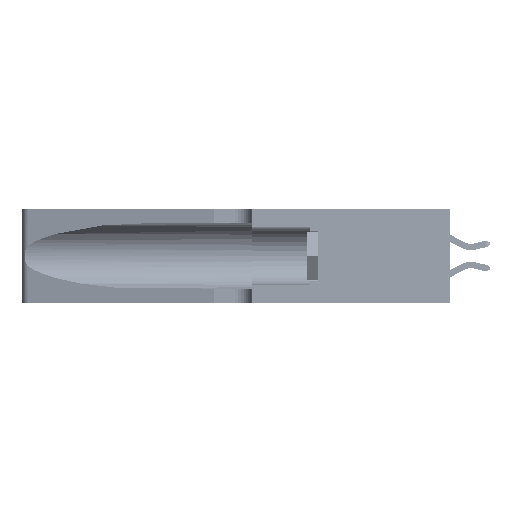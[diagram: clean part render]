
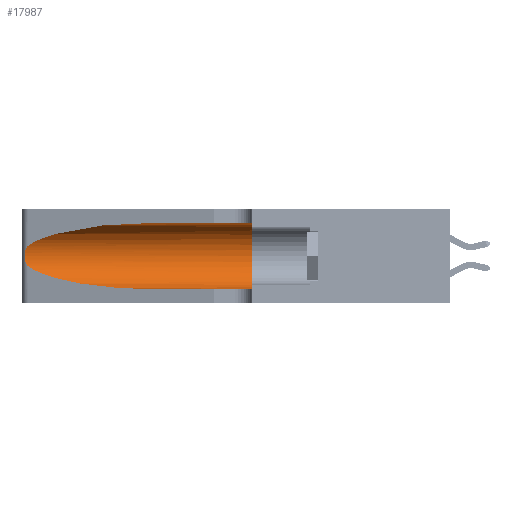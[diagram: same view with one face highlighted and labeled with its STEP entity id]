
A CAD part, left-side view. The second image highlights one B-rep face of the part: STEP entity #17987.
In plain terms, the highlighted cylindrical face has radius 3.308 mm (diameter 6.617 mm), a partial arc.
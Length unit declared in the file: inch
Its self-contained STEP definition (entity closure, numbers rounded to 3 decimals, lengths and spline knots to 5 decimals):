
#14 = AXIS2_PLACEMENT_3D ( 'NONE', #17032, #29224, #25160 ) ;
#1685 = DIRECTION ( 'NONE',  ( 0., -1., 0. ) ) ;
#2053 = CARTESIAN_POINT ( 'NONE',  ( 0.25787, 1.23484, 0.2124 ) ) ;
#2369 = ORIENTED_EDGE ( 'NONE', *, *, #28788, .F. ) ;
#2933 = B_SPLINE_CURVE_WITH_KNOTS ( 'NONE', 3,
 ( #11159, #44898, #15433, #2053, #49170, #6353, #23756, #52725, #40055, #35975, #40245, #14879, #27288, #53449 ),
 .UNSPECIFIED., .F., .F.,
 ( 4, 2, 2, 2, 2, 2, 4 ),
 ( 0., 0.00027, 0.00053, 0.00107, 0.0016, 0.00187, 0.00214 ),
 .UNSPECIFIED. ) ;
#3526 = VERTEX_POINT ( 'NONE', #16437 ) ;
#3642 =( BOUNDED_CURVE ( )  B_SPLINE_CURVE ( 3, ( #7429, #32613, #49552, #7248 ),
 .UNSPECIFIED., .F., .T. ) 
 B_SPLINE_CURVE_WITH_KNOTS ( ( 4, 4 ),
 ( 1.5708, 2.84003 ),
 .UNSPECIFIED. ) 
 CURVE ( )  GEOMETRIC_REPRESENTATION_ITEM ( )  RATIONAL_B_SPLINE_CURVE ( ( 1., 0.87, 0.87, 1. ) ) 
 REPRESENTATION_ITEM ( '' )  );
#6353 = CARTESIAN_POINT ( 'NONE',  ( 0.26018, 1.23835, 0.19895 ) ) ;
#7248 = CARTESIAN_POINT ( 'NONE',  ( 0.25487, 1.22718, 0.22369 ) ) ;
#7429 = CARTESIAN_POINT ( 'NONE',  ( 0.1305, 0.72297, 0.31525 ) ) ;
#8335 = CARTESIAN_POINT ( 'NONE',  ( 0.1305, 1.61858, 0.31525 ) ) ;
#8487 = VERTEX_POINT ( 'NONE', #31003 ) ;
#11085 = VERTEX_POINT ( 'NONE', #23071 ) ;
#11159 = CARTESIAN_POINT ( 'NONE',  ( 0.25487, 1.22718, 0.22369 ) ) ;
#11194 = DIRECTION ( 'NONE',  ( 0., 0., 1. ) ) ;
#12243 = EDGE_CURVE ( 'NONE', #27240, #23314, #47175, .T. ) ;
#13441 = EDGE_CURVE ( 'NONE', #39628, #27240, #2933, .T. ) ;
#14879 = CARTESIAN_POINT ( 'NONE',  ( 0.25639, 1.23186, 0.15144 ) ) ;
#15105 = CARTESIAN_POINT ( 'NONE',  ( 0.1305, 0.35, 0.185 ) ) ;
#15433 = CARTESIAN_POINT ( 'NONE',  ( 0.25639, 1.23184, 0.21858 ) ) ;
#16294 = CARTESIAN_POINT ( 'NONE',  ( 0.1305, 0.72297, 0.05475 ) ) ;
#16437 = CARTESIAN_POINT ( 'NONE',  ( 0.1305, 0.35, 0.31525 ) ) ;
#17032 = CARTESIAN_POINT ( 'NONE',  ( 0.1305, 1.61858, 0.185 ) ) ;
#17987 = ADVANCED_FACE ( 'NONE', ( #18689 ), #33207, .F. ) ;
#18689 = FACE_OUTER_BOUND ( 'NONE', #43795, .T. ) ;
#19144 = CARTESIAN_POINT ( 'NONE',  ( 0.25487, 1.22718, 0.14631 ) ) ;
#19943 = VECTOR ( 'NONE', #33858, 39.37008 ) ;
#20792 = AXIS2_PLACEMENT_3D ( 'NONE', #15105, #49207, #11194 ) ;
#21188 = EDGE_CURVE ( 'NONE', #3526, #11085, #35103, .T. ) ;
#23071 = CARTESIAN_POINT ( 'NONE',  ( 0.1305, 0.35, 0.05475 ) ) ;
#23314 = VERTEX_POINT ( 'NONE', #41179 ) ;
#23756 = CARTESIAN_POINT ( 'NONE',  ( 0.26075, 1.23896, 0.19203 ) ) ;
#24431 = CARTESIAN_POINT ( 'NONE',  ( 0.25487, 1.22718, 0.14631 ) ) ;
#25160 = DIRECTION ( 'NONE',  ( 0., 0., -1. ) ) ;
#27098 = CARTESIAN_POINT ( 'NONE',  ( 0.1305, 1.61858, 0.05475 ) ) ;
#27240 = VERTEX_POINT ( 'NONE', #19144 ) ;
#27288 = CARTESIAN_POINT ( 'NONE',  ( 0.25555, 1.22993, 0.14849 ) ) ;
#27618 = CARTESIAN_POINT ( 'NONE',  ( 0.25487, 1.22718, 0.22369 ) ) ;
#28257 = ORIENTED_EDGE ( 'NONE', *, *, #13441, .T. ) ;
#28686 = CARTESIAN_POINT ( 'NONE',  ( 0.2373, 1.15595, 0.08982 ) ) ;
#28788 = EDGE_CURVE ( 'NONE', #8487, #3526, #52455, .T. ) ;
#29224 = DIRECTION ( 'NONE',  ( 0., -1., 0. ) ) ;
#30343 = LINE ( 'NONE', #27098, #50321 ) ;
#31003 = CARTESIAN_POINT ( 'NONE',  ( 0.1305, 0.72297, 0.31525 ) ) ;
#32613 = CARTESIAN_POINT ( 'NONE',  ( 0.18966, 0.96281, 0.31525 ) ) ;
#33207 = CYLINDRICAL_SURFACE ( 'NONE', #14, 0.13025 ) ;
#33858 = DIRECTION ( 'NONE',  ( 0., -1., 0. ) ) ;
#35103 = CIRCLE ( 'NONE', #20792, 0.13025 ) ;
#35975 = CARTESIAN_POINT ( 'NONE',  ( 0.25856, 1.23593, 0.16098 ) ) ;
#36410 = EDGE_CURVE ( 'NONE', #8487, #39628, #3642, .T. ) ;
#39628 = VERTEX_POINT ( 'NONE', #27618 ) ;
#40055 = CARTESIAN_POINT ( 'NONE',  ( 0.26017, 1.23833, 0.17102 ) ) ;
#40245 = CARTESIAN_POINT ( 'NONE',  ( 0.25789, 1.23486, 0.15765 ) ) ;
#41179 = CARTESIAN_POINT ( 'NONE',  ( 0.1305, 0.72297, 0.05475 ) ) ;
#43795 = EDGE_LOOP ( 'NONE', ( #47925, #28257, #46796, #50646, #52502, #2369 ) ) ;
#44898 = CARTESIAN_POINT ( 'NONE',  ( 0.25555, 1.22994, 0.2215 ) ) ;
#46796 = ORIENTED_EDGE ( 'NONE', *, *, #12243, .T. ) ;
#47175 =( BOUNDED_CURVE ( )  B_SPLINE_CURVE ( 3, ( #24431, #28686, #50060, #16294 ),
 .UNSPECIFIED., .F., .F. ) 
 B_SPLINE_CURVE_WITH_KNOTS ( ( 4, 4 ),
 ( 3.44316, 4.71239 ),
 .UNSPECIFIED. ) 
 CURVE ( )  GEOMETRIC_REPRESENTATION_ITEM ( )  RATIONAL_B_SPLINE_CURVE ( ( 1., 0.87, 0.87, 1. ) ) 
 REPRESENTATION_ITEM ( '' )  );
#47925 = ORIENTED_EDGE ( 'NONE', *, *, #36410, .T. ) ;
#47927 = EDGE_CURVE ( 'NONE', #23314, #11085, #30343, .T. ) ;
#49170 = CARTESIAN_POINT ( 'NONE',  ( 0.25854, 1.2359, 0.20912 ) ) ;
#49207 = DIRECTION ( 'NONE',  ( 0., 1., 0. ) ) ;
#49552 = CARTESIAN_POINT ( 'NONE',  ( 0.2373, 1.15595, 0.28018 ) ) ;
#50060 = CARTESIAN_POINT ( 'NONE',  ( 0.18966, 0.96281, 0.05475 ) ) ;
#50321 = VECTOR ( 'NONE', #1685, 39.37008 ) ;
#50646 = ORIENTED_EDGE ( 'NONE', *, *, #47927, .T. ) ;
#52455 = LINE ( 'NONE', #8335, #19943 ) ;
#52502 = ORIENTED_EDGE ( 'NONE', *, *, #21188, .F. ) ;
#52725 = CARTESIAN_POINT ( 'NONE',  ( 0.26075, 1.23896, 0.178 ) ) ;
#53449 = CARTESIAN_POINT ( 'NONE',  ( 0.25487, 1.22718, 0.14631 ) ) ;
